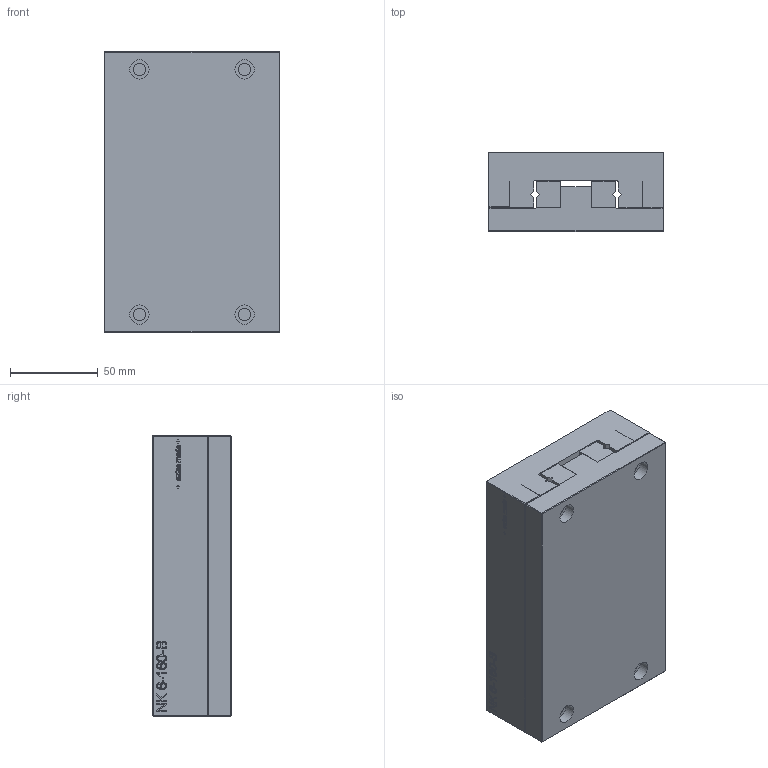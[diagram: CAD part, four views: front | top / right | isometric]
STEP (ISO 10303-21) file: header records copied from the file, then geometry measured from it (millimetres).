
FILE_DESCRIPTION(('FreeCAD Model'),'2;1');
FILE_NAME('NK 6-160-B.step', '2020-06-23T15:30:16',('Author'),(''), 'Open CASCADE STEP processor 6.8','FreeCAD','Unknown');
FILE_SCHEMA(('AUTOMOTIVE_DESIGN_CC2 { 1 2 10303 214 -1 1 5 4 }'));
Length unit declared in the file: millimetre
Products named in the file (3): ASSEMBLY; OT; UT
Assembly tree (2 placements, depth 2):
  ASSEMBLY
    OT
    UT
Bounding box: 100 x 45 x 160.01 mm (x, y, z)
Volume: 695166.2 mm3; surface area: 127145.6 mm2
Topology: 4 solids, 4 shells, 734 faces, 2012 edges, 1330 vertices
Faces by surface type: extrusion 433, plane 284, cylinder 12, cone 4, bspline 1
Full cylindrical faces by diameter (mm): 6 x4, 7 x4, 11 x4
Entity records: 50352 total; most frequent: CARTESIAN_POINT 12957, DIRECTION 5350, VECTOR 4642, LINE 4209, ORIENTED_EDGE 4024, PCURVE 4024, DEFINITIONAL_REPRESENTATION 4024, B_SPLINE_CURVE_WITH_KNOTS 2192
